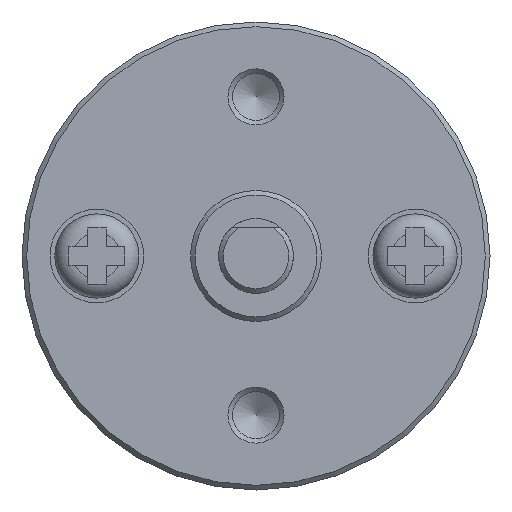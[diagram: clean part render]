
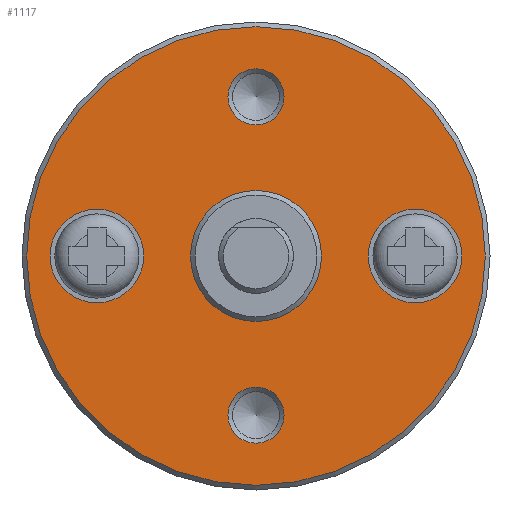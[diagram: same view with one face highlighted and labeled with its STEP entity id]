
A CAD part, front view. The second image highlights one B-rep face of the part: STEP entity #1117.
In plain terms, the highlighted planar face has unit normal (0, -1, 0).
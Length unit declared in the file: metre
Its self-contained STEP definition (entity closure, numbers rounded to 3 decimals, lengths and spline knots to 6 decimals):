
#202=PLANE('',#1332);
#353=ORIENTED_EDGE('',*,*,#619,.T.);
#354=ORIENTED_EDGE('',*,*,#620,.T.);
#355=ORIENTED_EDGE('',*,*,#621,.T.);
#356=ORIENTED_EDGE('',*,*,#622,.F.);
#357=ORIENTED_EDGE('',*,*,#623,.F.);
#358=ORIENTED_EDGE('',*,*,#624,.T.);
#619=EDGE_CURVE('',#756,#756,#834,.T.);
#620=EDGE_CURVE('',#757,#757,#835,.T.);
#621=EDGE_CURVE('',#758,#758,#836,.F.);
#622=EDGE_CURVE('',#759,#759,#837,.T.);
#623=EDGE_CURVE('',#760,#760,#838,.T.);
#624=EDGE_CURVE('',#761,#761,#839,.T.);
#756=VERTEX_POINT('',#1956);
#757=VERTEX_POINT('',#1958);
#758=VERTEX_POINT('',#1960);
#759=VERTEX_POINT('',#1962);
#760=VERTEX_POINT('',#1964);
#761=VERTEX_POINT('',#1966);
#834=CIRCLE('',#1333,0.0015);
#835=CIRCLE('',#1334,0.0015);
#836=CIRCLE('',#1335,0.01225);
#837=CIRCLE('',#1336,0.0025);
#838=CIRCLE('',#1337,0.0025);
#839=CIRCLE('',#1338,0.0035);
#896=EDGE_LOOP('',(#353));
#897=EDGE_LOOP('',(#354));
#898=EDGE_LOOP('',(#355));
#899=EDGE_LOOP('',(#356));
#900=EDGE_LOOP('',(#357));
#901=EDGE_LOOP('',(#358));
#1013=FACE_BOUND('',#896,.T.);
#1014=FACE_BOUND('',#897,.T.);
#1015=FACE_BOUND('',#898,.T.);
#1016=FACE_BOUND('',#899,.T.);
#1017=FACE_BOUND('',#900,.T.);
#1018=FACE_BOUND('',#901,.T.);
#1117=ADVANCED_FACE('',(#1013,#1014,#1015,#1016,#1017,#1018),#202,.F.);
#1332=AXIS2_PLACEMENT_3D('',#1954,#1530,#1531);
#1333=AXIS2_PLACEMENT_3D('',#1955,#1532,#1533);
#1334=AXIS2_PLACEMENT_3D('',#1957,#1534,#1535);
#1335=AXIS2_PLACEMENT_3D('',#1959,#1536,#1537);
#1336=AXIS2_PLACEMENT_3D('',#1961,#1538,#1539);
#1337=AXIS2_PLACEMENT_3D('',#1963,#1540,#1541);
#1338=AXIS2_PLACEMENT_3D('',#1965,#1542,#1543);
#1530=DIRECTION('',(0.,1.,0.));
#1531=DIRECTION('',(0.,0.,1.));
#1532=DIRECTION('',(0.,1.,0.));
#1533=DIRECTION('',(0.,0.,1.));
#1534=DIRECTION('',(0.,1.,0.));
#1535=DIRECTION('',(0.,0.,1.));
#1536=DIRECTION('',(0.,1.,0.));
#1537=DIRECTION('',(0.,0.,1.));
#1538=DIRECTION('',(0.,-1.,0.));
#1539=DIRECTION('',(0.,0.,1.));
#1540=DIRECTION('',(0.,-1.,0.));
#1541=DIRECTION('',(0.,0.,-1.));
#1542=DIRECTION('',(0.,1.,0.));
#1543=DIRECTION('',(0.,0.,1.));
#1954=CARTESIAN_POINT('',(0.,0.014,0.008));
#1955=CARTESIAN_POINT('',(0.,0.014,-0.0085));
#1956=CARTESIAN_POINT('',(0.,0.014,-0.007));
#1957=CARTESIAN_POINT('',(0.,0.014,0.0085));
#1958=CARTESIAN_POINT('',(0.,0.014,0.01));
#1959=CARTESIAN_POINT('',(0.,0.014,0.));
#1960=CARTESIAN_POINT('',(0.,0.014,0.01225));
#1961=CARTESIAN_POINT('',(-0.0085,0.014,0.));
#1962=CARTESIAN_POINT('',(-0.0085,0.014,0.0025));
#1963=CARTESIAN_POINT('',(0.0085,0.014,0.));
#1964=CARTESIAN_POINT('',(0.0085,0.014,-0.0025));
#1965=CARTESIAN_POINT('',(0.,0.014,0.));
#1966=CARTESIAN_POINT('',(0.,0.014,0.0035));
